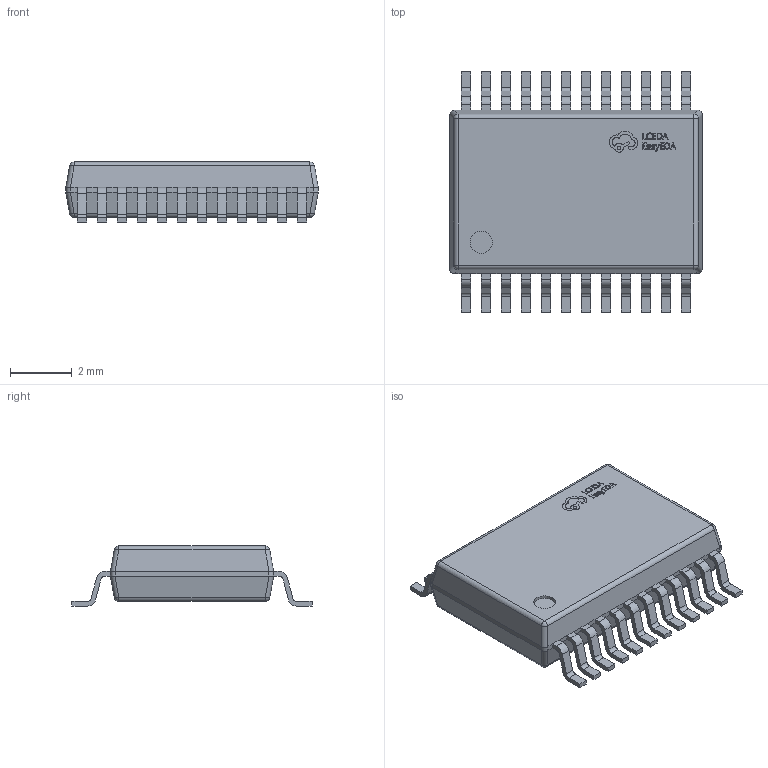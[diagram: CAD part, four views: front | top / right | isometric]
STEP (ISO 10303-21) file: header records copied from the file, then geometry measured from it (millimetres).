
FILE_DESCRIPTION (( 'STEP AP214' ), '1' );
FILE_NAME ('SSOP-24_L8.2-W5.3-H1.8-LS7.8-P0.65.step', '2024-03-15T02:20:06', ( '' ), ( '' ), 'SwSTEP 2.0', 'SolidWorks 2020', '' );
FILE_SCHEMA (( 'AUTOMOTIVE_DESIGN' ));
Length unit declared in the file: millimetre
Products named in the file (1): SSOP-24_L8.2-W5.3-H1.8-LS7.8-P0.65
Bounding box: 8.2 x 7.8 x 1.95 mm (x, y, z)
Volume: 76.9 mm3; surface area: 166.3 mm2
Topology: 1 solids, 1 shells, 605 faces, 1629 edges, 1046 vertices
Faces by surface type: plane 381, cylinder 118, bspline 98, sphere 8
Entity records: 25904 total; most frequent: CARTESIAN_POINT 4659, ORIENTED_EDGE 3258, DIRECTION 2641, EDGE_CURVE 1629, VECTOR 1185, LINE 1185, VERTEX_POINT 1046, AXIS2_PLACEMENT_3D 728
